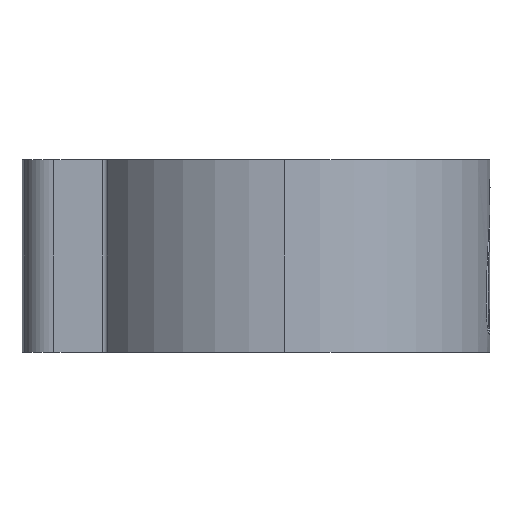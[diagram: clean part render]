
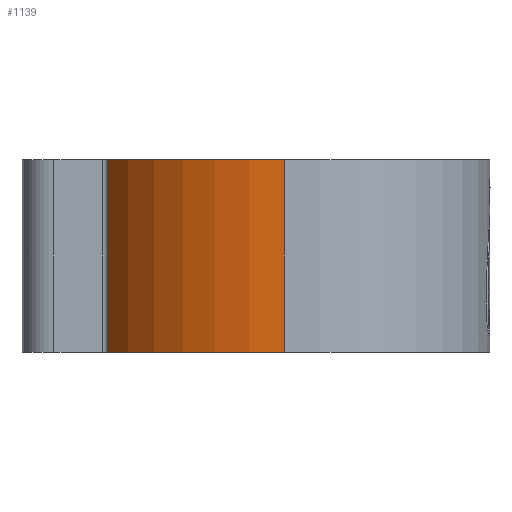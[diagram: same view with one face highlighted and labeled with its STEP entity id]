
A CAD part, left-side view. The second image highlights one B-rep face of the part: STEP entity #1139.
In plain terms, the highlighted cylindrical face has radius 6.95 mm (diameter 13.9 mm), a partial arc.
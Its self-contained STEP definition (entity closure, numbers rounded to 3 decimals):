
#129 = CARTESIAN_POINT ( 'NONE',  ( -6.95, 0., 3.25 ) ) ;
#204 = EDGE_CURVE ( 'NONE', #3021, #1465, #5050, .T. ) ;
#363 = LINE ( 'NONE', #5166, #3558 ) ;
#604 = ORIENTED_EDGE ( 'NONE', *, *, #2434, .F. ) ;
#614 = AXIS2_PLACEMENT_3D ( 'NONE', #692, #3943, #4721 ) ;
#638 = EDGE_LOOP ( 'NONE', ( #1523, #604, #3395, #4671 ) ) ;
#640 = CARTESIAN_POINT ( 'NONE',  ( -3.597, 5.947, 3.25 ) ) ;
#649 = CARTESIAN_POINT ( 'NONE',  ( -6.95, 0., -3.25 ) ) ;
#692 = CARTESIAN_POINT ( 'NONE',  ( 0., 0., 3.25 ) ) ;
#902 = VERTEX_POINT ( 'NONE', #129 ) ;
#1051 = DIRECTION ( 'NONE',  ( 0., 0., -1. ) ) ;
#1069 = EDGE_CURVE ( 'NONE', #1465, #2845, #4307, .T. ) ;
#1074 = CARTESIAN_POINT ( 'NONE',  ( 0., 0., 3.25 ) ) ;
#1139 = ADVANCED_FACE ( 'NONE', ( #2306 ), #1503, .T. ) ;
#1349 = CARTESIAN_POINT ( 'NONE',  ( 0., 0., -3.25 ) ) ;
#1465 = VERTEX_POINT ( 'NONE', #2031 ) ;
#1503 = CYLINDRICAL_SURFACE ( 'NONE', #614, 6.95 ) ;
#1523 = ORIENTED_EDGE ( 'NONE', *, *, #5087, .F. ) ;
#1558 = DIRECTION ( 'NONE',  ( 0., 0., -1. ) ) ;
#2031 = CARTESIAN_POINT ( 'NONE',  ( -3.597, 5.947, -3.25 ) ) ;
#2263 = DIRECTION ( 'NONE',  ( 0., 0., 1. ) ) ;
#2282 = CIRCLE ( 'NONE', #4475, 6.95 ) ;
#2306 = FACE_OUTER_BOUND ( 'NONE', #638, .T. ) ;
#2434 = EDGE_CURVE ( 'NONE', #3021, #902, #2282, .T. ) ;
#2578 = DIRECTION ( 'NONE',  ( 1., 0., 0. ) ) ;
#2845 = VERTEX_POINT ( 'NONE', #649 ) ;
#2937 = DIRECTION ( 'NONE',  ( 0., 0., 1. ) ) ;
#3021 = VERTEX_POINT ( 'NONE', #4927 ) ;
#3395 = ORIENTED_EDGE ( 'NONE', *, *, #204, .T. ) ;
#3558 = VECTOR ( 'NONE', #1558, 1000. ) ;
#3943 = DIRECTION ( 'NONE',  ( 0., 0., -1. ) ) ;
#4303 = AXIS2_PLACEMENT_3D ( 'NONE', #1349, #2937, #4975 ) ;
#4307 = CIRCLE ( 'NONE', #4303, 6.95 ) ;
#4475 = AXIS2_PLACEMENT_3D ( 'NONE', #1074, #2263, #2578 ) ;
#4671 = ORIENTED_EDGE ( 'NONE', *, *, #1069, .T. ) ;
#4721 = DIRECTION ( 'NONE',  ( -1., 0., 0. ) ) ;
#4927 = CARTESIAN_POINT ( 'NONE',  ( -3.597, 5.947, 3.25 ) ) ;
#4966 = VECTOR ( 'NONE', #1051, 1000. ) ;
#4975 = DIRECTION ( 'NONE',  ( 1., 0., 0. ) ) ;
#5050 = LINE ( 'NONE', #640, #4966 ) ;
#5087 = EDGE_CURVE ( 'NONE', #902, #2845, #363, .T. ) ;
#5166 = CARTESIAN_POINT ( 'NONE',  ( -6.95, 0., 3.25 ) ) ;
